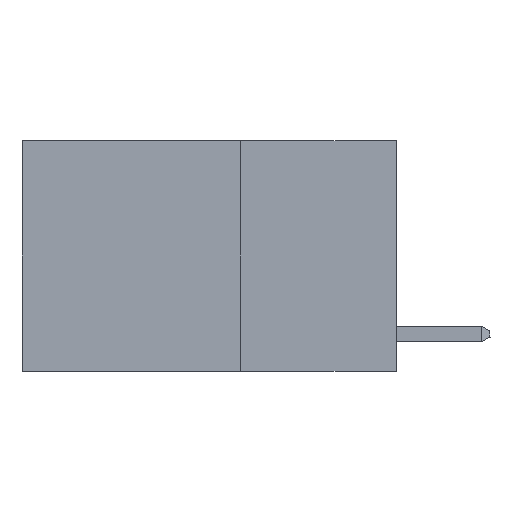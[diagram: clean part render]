
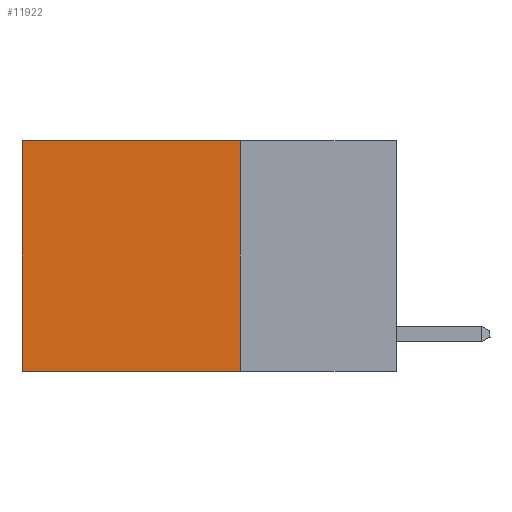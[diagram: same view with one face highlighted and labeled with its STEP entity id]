
A CAD part, left-side view. The second image highlights one B-rep face of the part: STEP entity #11922.
In plain terms, the highlighted planar face has unit normal (-1, 0, 0).
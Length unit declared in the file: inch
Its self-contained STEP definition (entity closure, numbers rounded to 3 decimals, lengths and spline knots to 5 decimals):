
#624 = VECTOR ( 'NONE', #5726, 39.37008 ) ;
#776 = DIRECTION ( 'NONE',  ( 0., 1., 0. ) ) ;
#1392 = DIRECTION ( 'NONE',  ( 1., 0., 0. ) ) ;
#1790 = DIRECTION ( 'NONE',  ( 0., 1., 0. ) ) ;
#1886 = DIRECTION ( 'NONE',  ( 0., 0., -1. ) ) ;
#1977 = CARTESIAN_POINT ( 'NONE',  ( 0.2625, 0.6, 0. ) ) ;
#2271 = CARTESIAN_POINT ( 'NONE',  ( 0.2625, 0.25, 0. ) ) ;
#2610 = EDGE_CURVE ( 'NONE', #4859, #4081, #2634, .T. ) ;
#2634 = LINE ( 'NONE', #13360, #4848 ) ;
#2898 = EDGE_LOOP ( 'NONE', ( #12949, #4424, #9881, #12940 ) ) ;
#3613 = VECTOR ( 'NONE', #1790, 39.37008 ) ;
#4081 = VERTEX_POINT ( 'NONE', #8405 ) ;
#4270 = CARTESIAN_POINT ( 'NONE',  ( 0.2625, 0.25, 0. ) ) ;
#4424 = ORIENTED_EDGE ( 'NONE', *, *, #6120, .F. ) ;
#4848 = VECTOR ( 'NONE', #1886, 39.37008 ) ;
#4859 = VERTEX_POINT ( 'NONE', #1977 ) ;
#4910 = VECTOR ( 'NONE', #776, 39.37008 ) ;
#5103 = VERTEX_POINT ( 'NONE', #9549 ) ;
#5501 = DIRECTION ( 'NONE',  ( 0., 0., -1. ) ) ;
#5726 = DIRECTION ( 'NONE',  ( 0., 0., -1. ) ) ;
#5800 = EDGE_CURVE ( 'NONE', #11368, #4859, #9508, .T. ) ;
#6120 = EDGE_CURVE ( 'NONE', #5103, #4081, #9021, .T. ) ;
#6468 = PLANE ( 'NONE',  #11890 ) ;
#6636 = LINE ( 'NONE', #12027, #624 ) ;
#8341 = CARTESIAN_POINT ( 'NONE',  ( 0.2625, 0.25, 0. ) ) ;
#8405 = CARTESIAN_POINT ( 'NONE',  ( 0.2625, 0.6, -0.37 ) ) ;
#8605 = FACE_OUTER_BOUND ( 'NONE', #2898, .T. ) ;
#9021 = LINE ( 'NONE', #11207, #3613 ) ;
#9508 = LINE ( 'NONE', #4270, #4910 ) ;
#9549 = CARTESIAN_POINT ( 'NONE',  ( 0.2625, 0.25, -0.37 ) ) ;
#9881 = ORIENTED_EDGE ( 'NONE', *, *, #10270, .F. ) ;
#10270 = EDGE_CURVE ( 'NONE', #11368, #5103, #6636, .T. ) ;
#11207 = CARTESIAN_POINT ( 'NONE',  ( 0.2625, 0.25, -0.37 ) ) ;
#11368 = VERTEX_POINT ( 'NONE', #8341 ) ;
#11890 = AXIS2_PLACEMENT_3D ( 'NONE', #2271, #1392, #5501 ) ;
#11922 = ADVANCED_FACE ( 'NONE', ( #8605 ), #6468, .F. ) ;
#12027 = CARTESIAN_POINT ( 'NONE',  ( 0.2625, 0.25, 0. ) ) ;
#12940 = ORIENTED_EDGE ( 'NONE', *, *, #5800, .T. ) ;
#12949 = ORIENTED_EDGE ( 'NONE', *, *, #2610, .T. ) ;
#13360 = CARTESIAN_POINT ( 'NONE',  ( 0.2625, 0.6, 0. ) ) ;
